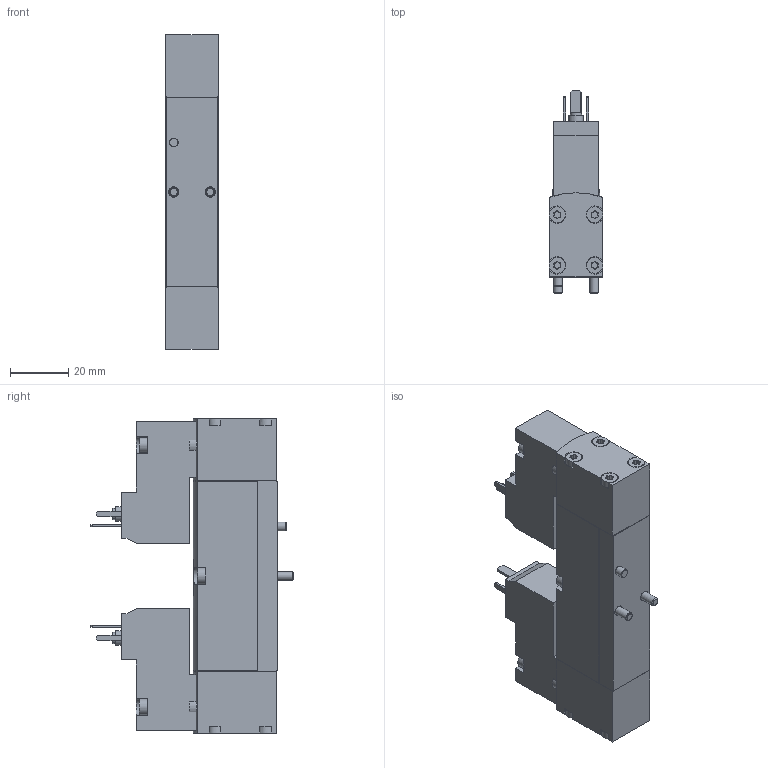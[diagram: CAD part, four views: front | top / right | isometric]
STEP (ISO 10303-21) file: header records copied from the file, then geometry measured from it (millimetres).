
FILE_DESCRIPTION(/* description */ ('STEP AP214'),/* implementation_level */ '2;1');
FILE_NAME(/* name */ '547237_VSVA-B-D52-ZH-A2-3AC1',/* time_stamp */ '2024-09-17T06:35:17+02:00',/* author */ ('License CC BY-ND 4.0'),/* organization */ ('CADENAS'),/* preprocessor_version */ 'ST-DEVELOPER v19.3',/* originating_system */ 'PARTsolutions',/* authorisation */ ' ');
FILE_SCHEMA (('TECHNICAL_DATA_PACKAGING','PROCESS_PLANNING_SCHEMA','AP242_MANAGED_MODEL_BASED_3D_ENGINEERING_MIM_LF { 1 0 10303 442 3 1 4 }','AUTOMOTIVE_DESIGN {1 0 10303 214 3 1 1}'));
Length unit declared in the file: millimetre
Products named in the file (1): 547237 VSVA-B-D52-ZH-A2-3AC1
Bounding box: 18.4 x 69.5 x 107.8 mm (x, y, z)
Volume: 81191.1 mm3; surface area: 20395.3 mm2
Topology: 1 solids, 1 shells, 381 faces, 997 edges, 655 vertices
Faces by surface type: plane 224, cylinder 148, cone 9
Full cylindrical faces by diameter (mm): 2.013 x2, 2.5 x2, 3 x3, 3.5 x2, 3.8 x2, 4.8 x2, 5 x4, 5.5 x12
Entity records: 14112 total; most frequent: CARTESIAN_POINT 2036, DIRECTION 2000, ORIENTED_EDGE 1882, EDGE_CURVE 941, AXIS2_PLACEMENT_3D 695, VERTEX_POINT 637, LINE 610, VECTOR 610
